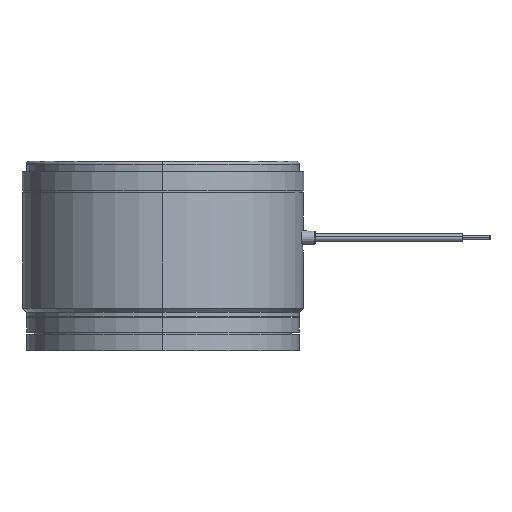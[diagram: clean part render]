
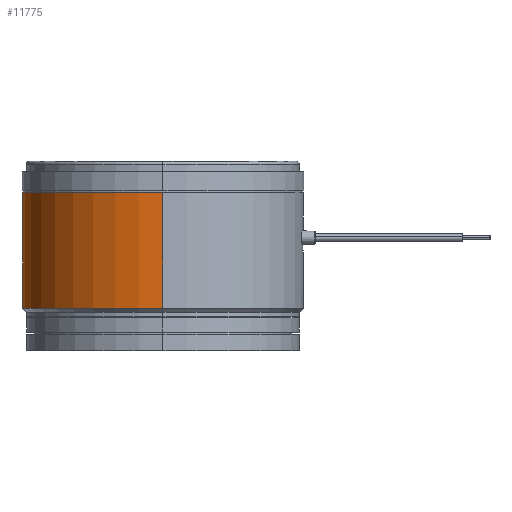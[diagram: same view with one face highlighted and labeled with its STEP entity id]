
A CAD part, left-side view. The second image highlights one B-rep face of the part: STEP entity #11775.
In plain terms, the highlighted cylindrical face has radius 25.75 mm (diameter 51.5 mm), a partial arc.
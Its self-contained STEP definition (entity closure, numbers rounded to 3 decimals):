
#214 = AXIS2_PLACEMENT_3D ( 'NONE', #7699, #1527, #704 ) ;
#344 = CARTESIAN_POINT ( 'NONE',  ( -25.75, 0., -1.074 ) ) ;
#440 = CARTESIAN_POINT ( 'NONE',  ( 0., 0., -26.95 ) ) ;
#704 = DIRECTION ( 'NONE',  ( 1., 0., 0. ) ) ;
#1357 = VERTEX_POINT ( 'NONE', #8783 ) ;
#1440 = EDGE_CURVE ( 'NONE', #6478, #9616, #9747, .T. ) ;
#1527 = DIRECTION ( 'NONE',  ( 0., 0., 1. ) ) ;
#1889 = DIRECTION ( 'NONE',  ( 0., 0., 1. ) ) ;
#2198 = LINE ( 'NONE', #344, #8658 ) ;
#2256 = VECTOR ( 'NONE', #1889, 1000. ) ;
#2684 = CIRCLE ( 'NONE', #9322, 25.75 ) ;
#3003 = CYLINDRICAL_SURFACE ( 'NONE', #7693, 25.75 ) ;
#3317 = DIRECTION ( 'NONE',  ( 0., 0., 1. ) ) ;
#4374 = DIRECTION ( 'NONE',  ( 1., 0., 0. ) ) ;
#4645 = EDGE_CURVE ( 'NONE', #1357, #11644, #2198, .T. ) ;
#4743 = CARTESIAN_POINT ( 'NONE',  ( 25.75, 0., -26.95 ) ) ;
#6226 = CARTESIAN_POINT ( 'NONE',  ( 0., 0., -1.074 ) ) ;
#6478 = VERTEX_POINT ( 'NONE', #4743 ) ;
#6745 = EDGE_LOOP ( 'NONE', ( #7109, #8103, #8842, #7579 ) ) ;
#6802 = DIRECTION ( 'NONE',  ( 1., 0., 0. ) ) ;
#7109 = ORIENTED_EDGE ( 'NONE', *, *, #7578, .T. ) ;
#7578 = EDGE_CURVE ( 'NONE', #6478, #1357, #2684, .T. ) ;
#7579 = ORIENTED_EDGE ( 'NONE', *, *, #1440, .F. ) ;
#7693 = AXIS2_PLACEMENT_3D ( 'NONE', #6226, #3317, #4374 ) ;
#7699 = CARTESIAN_POINT ( 'NONE',  ( 0., 0., -5.7 ) ) ;
#7944 = CARTESIAN_POINT ( 'NONE',  ( 25.75, 0., -5.7 ) ) ;
#8103 = ORIENTED_EDGE ( 'NONE', *, *, #4645, .T. ) ;
#8473 = FACE_OUTER_BOUND ( 'NONE', #6745, .T. ) ;
#8562 = EDGE_CURVE ( 'NONE', #9616, #11644, #10313, .T. ) ;
#8658 = VECTOR ( 'NONE', #10426, 1000. ) ;
#8783 = CARTESIAN_POINT ( 'NONE',  ( -25.75, 0., -26.95 ) ) ;
#8842 = ORIENTED_EDGE ( 'NONE', *, *, #8562, .F. ) ;
#9084 = CARTESIAN_POINT ( 'NONE',  ( -25.75, 0., -5.7 ) ) ;
#9322 = AXIS2_PLACEMENT_3D ( 'NONE', #440, #11436, #6802 ) ;
#9616 = VERTEX_POINT ( 'NONE', #7944 ) ;
#9747 = LINE ( 'NONE', #10717, #2256 ) ;
#10313 = CIRCLE ( 'NONE', #214, 25.75 ) ;
#10426 = DIRECTION ( 'NONE',  ( 0., 0., 1. ) ) ;
#10717 = CARTESIAN_POINT ( 'NONE',  ( 25.75, 0., -1.074 ) ) ;
#11436 = DIRECTION ( 'NONE',  ( 0., 0., 1. ) ) ;
#11644 = VERTEX_POINT ( 'NONE', #9084 ) ;
#11775 = ADVANCED_FACE ( 'NONE', ( #8473 ), #3003, .T. ) ;
